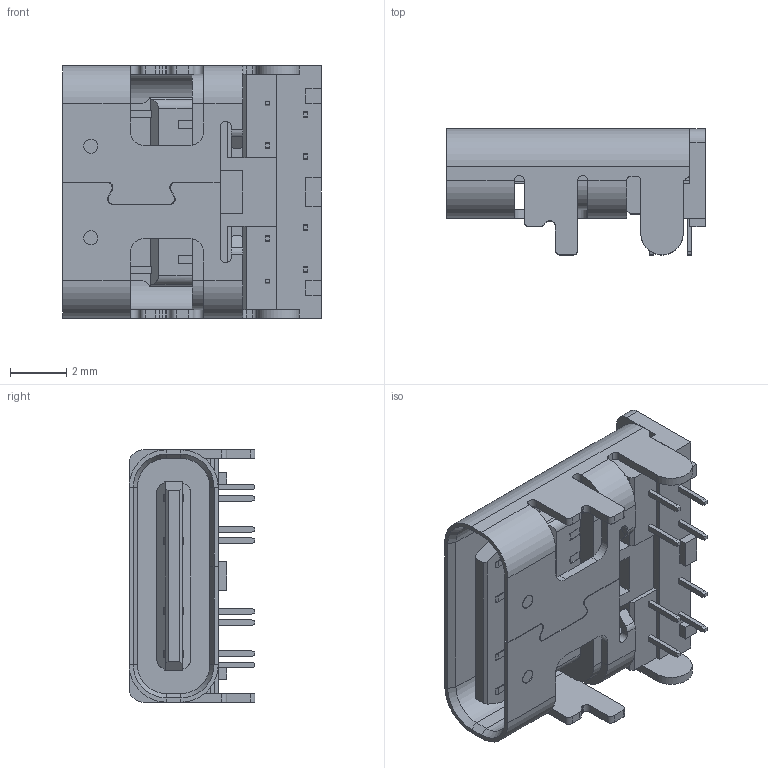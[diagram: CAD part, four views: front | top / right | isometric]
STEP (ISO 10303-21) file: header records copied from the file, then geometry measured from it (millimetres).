
FILE_DESCRIPTION (( 'STEP AP214' ), '1' );
FILE_NAME ('UJC-HP-G-SMT-TR.STEP', '2021-08-30T23:48:11', ( '' ), ( '' ), 'SwSTEP 2.0', 'SolidWorks 2017', '' );
FILE_SCHEMA (( 'AUTOMOTIVE_DESIGN' ));
Length unit declared in the file: millimetre
Products named in the file (1): UJC-HP-G-SMT-TR
Bounding box: 9.17 x 4.46 x 8.94 mm (x, y, z)
Volume: 168.6 mm3; surface area: 580.9 mm2
Topology: 18 solids, 18 shells, 484 faces, 1236 edges, 794 vertices
Faces by surface type: plane 363, cylinder 109, torus 8, cone 4
Entity records: 15448 total; most frequent: CARTESIAN_POINT 2527, ORIENTED_EDGE 2472, DIRECTION 2444, EDGE_CURVE 1236, VECTOR 990, LINE 990, VERTEX_POINT 794, AXIS2_PLACEMENT_3D 727
